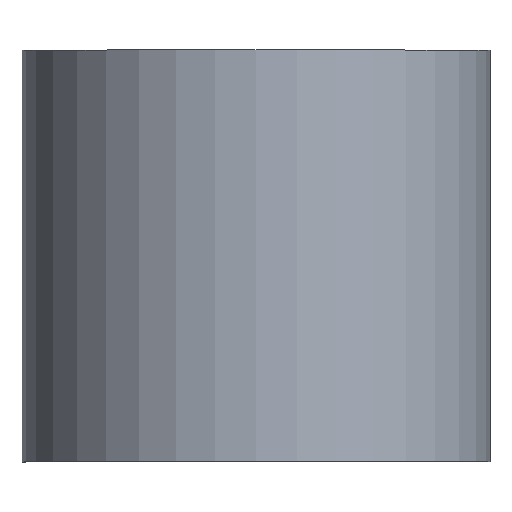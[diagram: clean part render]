
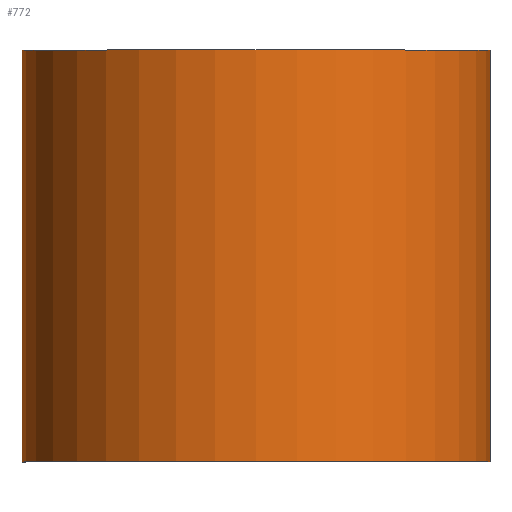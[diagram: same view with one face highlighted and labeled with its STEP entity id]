
A CAD part, top view. The second image highlights one B-rep face of the part: STEP entity #772.
In plain terms, the highlighted cylindrical face has radius 8.535 mm (diameter 17.07 mm), a partial arc.
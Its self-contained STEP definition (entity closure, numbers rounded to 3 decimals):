
#62 = VECTOR ( 'NONE', #1324, 1000. ) ;
#181 = DIRECTION ( 'NONE',  ( 1., 0., 0. ) ) ;
#214 = FACE_OUTER_BOUND ( 'NONE', #1226, .T. ) ;
#265 = ORIENTED_EDGE ( 'NONE', *, *, #2674, .T. ) ;
#276 = DIRECTION ( 'NONE',  ( 1., 0., 0. ) ) ;
#309 = CARTESIAN_POINT ( 'NONE',  ( -0.065, 0., 0. ) ) ;
#313 = CARTESIAN_POINT ( 'NONE',  ( 8.47, 0., 0. ) ) ;
#365 = EDGE_CURVE ( 'NONE', #2118, #2233, #2971, .T. ) ;
#692 = VECTOR ( 'NONE', #2690, 1000. ) ;
#772 = ADVANCED_FACE ( 'NONE', ( #214 ), #2434, .T. ) ;
#945 = VERTEX_POINT ( 'NONE', #3031 ) ;
#1012 = AXIS2_PLACEMENT_3D ( 'NONE', #309, #1293, #276 ) ;
#1226 = EDGE_LOOP ( 'NONE', ( #3209, #2003, #1649, #265 ) ) ;
#1236 = CARTESIAN_POINT ( 'NONE',  ( 8.47, 15., 0. ) ) ;
#1293 = DIRECTION ( 'NONE',  ( 0., -1., 0. ) ) ;
#1324 = DIRECTION ( 'NONE',  ( 0., -1., 0. ) ) ;
#1357 = AXIS2_PLACEMENT_3D ( 'NONE', #2888, #2431, #181 ) ;
#1478 = CARTESIAN_POINT ( 'NONE',  ( -0.065, 15., 0. ) ) ;
#1556 = LINE ( 'NONE', #2835, #62 ) ;
#1649 = ORIENTED_EDGE ( 'NONE', *, *, #2854, .T. ) ;
#1721 = DIRECTION ( 'NONE',  ( 0., -1., 0. ) ) ;
#1742 = AXIS2_PLACEMENT_3D ( 'NONE', #1478, #1721, #2968 ) ;
#2003 = ORIENTED_EDGE ( 'NONE', *, *, #365, .F. ) ;
#2028 = CARTESIAN_POINT ( 'NONE',  ( -8.6, 15., 0. ) ) ;
#2118 = VERTEX_POINT ( 'NONE', #2231 ) ;
#2231 = CARTESIAN_POINT ( 'NONE',  ( 8.47, 15., 0. ) ) ;
#2233 = VERTEX_POINT ( 'NONE', #313 ) ;
#2431 = DIRECTION ( 'NONE',  ( 0., -1., 0. ) ) ;
#2434 = CYLINDRICAL_SURFACE ( 'NONE', #1742, 8.535 ) ;
#2507 = VERTEX_POINT ( 'NONE', #2028 ) ;
#2674 = EDGE_CURVE ( 'NONE', #2507, #945, #1556, .T. ) ;
#2690 = DIRECTION ( 'NONE',  ( 0., -1., 0. ) ) ;
#2715 = EDGE_CURVE ( 'NONE', #2233, #945, #3106, .T. ) ;
#2722 = CIRCLE ( 'NONE', #1357, 8.535 ) ;
#2835 = CARTESIAN_POINT ( 'NONE',  ( -8.6, 15., 0. ) ) ;
#2854 = EDGE_CURVE ( 'NONE', #2118, #2507, #2722, .T. ) ;
#2888 = CARTESIAN_POINT ( 'NONE',  ( -0.065, 15., 0. ) ) ;
#2968 = DIRECTION ( 'NONE',  ( 0., 0., -1. ) ) ;
#2971 = LINE ( 'NONE', #1236, #692 ) ;
#3031 = CARTESIAN_POINT ( 'NONE',  ( -8.6, 0., 0. ) ) ;
#3106 = CIRCLE ( 'NONE', #1012, 8.535 ) ;
#3209 = ORIENTED_EDGE ( 'NONE', *, *, #2715, .F. ) ;
